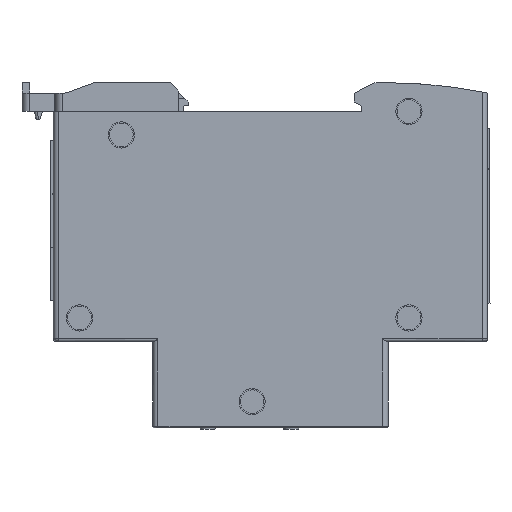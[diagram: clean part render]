
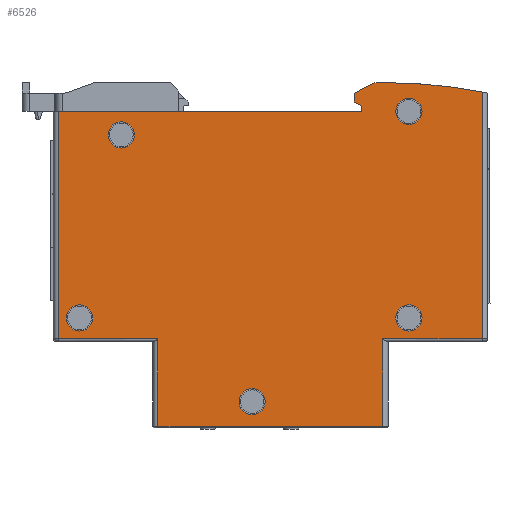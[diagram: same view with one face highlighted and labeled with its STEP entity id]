
A CAD part, front view. The second image highlights one B-rep face of the part: STEP entity #6526.
In plain terms, the highlighted planar face has unit normal (0, -1, 0).
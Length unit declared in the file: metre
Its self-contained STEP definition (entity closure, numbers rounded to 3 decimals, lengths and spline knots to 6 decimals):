
#117=DIRECTION('',(0.,0.,-1.));
#118=VECTOR('',#117,0.0167);
#119=CARTESIAN_POINT('',(0.0215,0.,-0.049));
#120=LINE('',#119,#118);
#125=CARTESIAN_POINT('',(-0.0365,0.,-0.045));
#126=DIRECTION('',(0.,1.,0.));
#127=DIRECTION('',(0.,0.,1.));
#128=AXIS2_PLACEMENT_3D('',#125,#126,#127);
#130=CARTESIAN_POINT('',(-0.0365,0.,-0.045));
#131=DIRECTION('',(0.,1.,0.));
#132=DIRECTION('',(0.,0.,-1.));
#133=AXIS2_PLACEMENT_3D('',#130,#131,#132);
#135=CARTESIAN_POINT('',(0.0265,0.,-0.045));
#136=DIRECTION('',(0.,1.,0.));
#137=DIRECTION('',(-1.,0.,0.));
#138=AXIS2_PLACEMENT_3D('',#135,#136,#137);
#140=CARTESIAN_POINT('',(0.0265,0.,-0.045));
#141=DIRECTION('',(0.,1.,0.));
#142=DIRECTION('',(1.,0.,0.));
#143=AXIS2_PLACEMENT_3D('',#140,#141,#142);
#145=CARTESIAN_POINT('',(-0.0035,0.,-0.061));
#146=DIRECTION('',(0.,1.,0.));
#147=DIRECTION('',(0.,0.,1.));
#148=AXIS2_PLACEMENT_3D('',#145,#146,#147);
#150=CARTESIAN_POINT('',(-0.0035,0.,-0.061));
#151=DIRECTION('',(0.,1.,0.));
#152=DIRECTION('',(0.,0.,-1.));
#153=AXIS2_PLACEMENT_3D('',#150,#151,#152);
#155=CARTESIAN_POINT('',(-0.0285,0.,-0.01));
#156=DIRECTION('',(0.,1.,0.));
#157=DIRECTION('',(0.,0.,1.));
#158=AXIS2_PLACEMENT_3D('',#155,#156,#157);
#160=CARTESIAN_POINT('',(-0.0285,0.,-0.01));
#161=DIRECTION('',(0.,1.,0.));
#162=DIRECTION('',(0.,0.,-1.));
#163=AXIS2_PLACEMENT_3D('',#160,#161,#162);
#165=CARTESIAN_POINT('',(0.0265,0.,-0.0055));
#166=DIRECTION('',(0.,1.,0.));
#167=DIRECTION('',(-1.,0.,0.));
#168=AXIS2_PLACEMENT_3D('',#165,#166,#167);
#170=CARTESIAN_POINT('',(0.0265,0.,-0.0055));
#171=DIRECTION('',(0.,1.,0.));
#172=DIRECTION('',(1.,0.,0.));
#173=AXIS2_PLACEMENT_3D('',#170,#171,#172);
#175=DIRECTION('',(0.882,0.,-0.471));
#176=VECTOR('',#175,0.0017);
#177=CARTESIAN_POINT('',(0.016,0.,-0.0037));
#178=LINE('',#177,#176);
#179=DIRECTION('',(-0.894,0.,-0.447));
#180=VECTOR('',#179,0.004472);
#181=CARTESIAN_POINT('',(0.02,0.,0.));
#182=LINE('',#181,#180);
#183=CARTESIAN_POINT('',(0.022,0.,-0.096));
#184=DIRECTION('',(0.,-1.,0.));
#185=DIRECTION('',(0.193,0.,0.981));
#186=AXIS2_PLACEMENT_3D('',#183,#184,#185);
#512=DIRECTION('',(1.,0.,0.));
#513=VECTOR('',#512,0.058);
#514=CARTESIAN_POINT('',(-0.0405,0.,-0.0055));
#515=LINE('',#514,#513);
#588=DIRECTION('',(0.,0.,1.));
#589=VECTOR('',#588,0.0435);
#590=CARTESIAN_POINT('',(-0.0405,0.,-0.049));
#591=LINE('',#590,#589);
#611=DIRECTION('',(-1.,0.,0.));
#612=VECTOR('',#611,0.019);
#613=CARTESIAN_POINT('',(-0.0215,0.,-0.049));
#614=LINE('',#613,#612);
#636=DIRECTION('',(0.,0.,1.));
#637=VECTOR('',#636,0.0167);
#638=CARTESIAN_POINT('',(-0.0215,0.,-0.0657));
#639=LINE('',#638,#637);
#4514=DIRECTION('',(0.,0.,-1.));
#4515=VECTOR('',#4514,0.047201);
#4516=CARTESIAN_POINT('',(0.0405,0.,-0.001799));
#4517=LINE('',#4516,#4515);
#4554=DIRECTION('',(-1.,0.,0.));
#4555=VECTOR('',#4554,0.019);
#4556=CARTESIAN_POINT('',(0.0405,0.,-0.049));
#4557=LINE('',#4556,#4555);
#4583=DIRECTION('',(1.,0.,0.));
#4584=VECTOR('',#4583,0.002);
#4585=CARTESIAN_POINT('',(0.02,0.,0.));
#4586=LINE('',#4585,#4584);
#4599=DIRECTION('',(0.,0.,1.));
#4600=VECTOR('',#4599,0.0017);
#4601=CARTESIAN_POINT('',(0.016,0.,-0.0037));
#4602=LINE('',#4601,#4600);
#4615=DIRECTION('',(0.,0.,1.));
#4616=VECTOR('',#4615,0.001);
#4617=CARTESIAN_POINT('',(0.0175,0.,-0.0055));
#4618=LINE('',#4617,#4616);
#4780=DIRECTION('',(-1.,0.,0.));
#4781=VECTOR('',#4780,0.043);
#4782=CARTESIAN_POINT('',(0.0215,0.,-0.0657));
#4783=LINE('',#4782,#4781);
#5428=CARTESIAN_POINT('',(-0.0365,0.,-0.0475));
#5429=VERTEX_POINT('',#5428);
#5430=CARTESIAN_POINT('',(-0.0365,0.,-0.0425));
#5431=VERTEX_POINT('',#5430);
#5432=CARTESIAN_POINT('',(-0.0405,0.,-0.049));
#5433=CARTESIAN_POINT('',(-0.0405,0.,-0.0055));
#5434=VERTEX_POINT('',#5432);
#5435=VERTEX_POINT('',#5433);
#5436=CARTESIAN_POINT('',(0.0175,0.,-0.0055));
#5437=VERTEX_POINT('',#5436);
#5438=CARTESIAN_POINT('',(0.0175,0.,-0.0045));
#5439=VERTEX_POINT('',#5438);
#5440=CARTESIAN_POINT('',(0.016,0.,-0.0037));
#5441=VERTEX_POINT('',#5440);
#5442=CARTESIAN_POINT('',(0.016,0.,-0.002));
#5443=VERTEX_POINT('',#5442);
#5444=CARTESIAN_POINT('',(0.02,0.,0.));
#5445=VERTEX_POINT('',#5444);
#5446=CARTESIAN_POINT('',(0.022,0.,0.));
#5447=VERTEX_POINT('',#5446);
#5448=CARTESIAN_POINT('',(0.0405,0.,-0.001799));
#5449=VERTEX_POINT('',#5448);
#5450=CARTESIAN_POINT('',(0.0405,0.,-0.049));
#5451=VERTEX_POINT('',#5450);
#5452=CARTESIAN_POINT('',(0.0215,0.,-0.049));
#5453=VERTEX_POINT('',#5452);
#5454=CARTESIAN_POINT('',(0.0215,0.,-0.0657));
#5455=VERTEX_POINT('',#5454);
#5456=CARTESIAN_POINT('',(-0.0215,0.,-0.0657));
#5457=VERTEX_POINT('',#5456);
#5458=CARTESIAN_POINT('',(-0.0215,0.,-0.049));
#5459=VERTEX_POINT('',#5458);
#5460=CARTESIAN_POINT('',(0.029,0.,-0.0055));
#5461=CARTESIAN_POINT('',(0.024,0.,-0.0055));
#5462=VERTEX_POINT('',#5460);
#5463=VERTEX_POINT('',#5461);
#5464=CARTESIAN_POINT('',(-0.0285,0.,-0.0125));
#5465=CARTESIAN_POINT('',(-0.0285,0.,-0.0075));
#5466=VERTEX_POINT('',#5464);
#5467=VERTEX_POINT('',#5465);
#5468=CARTESIAN_POINT('',(-0.0035,0.,-0.0635));
#5469=CARTESIAN_POINT('',(-0.0035,0.,-0.0585));
#5470=VERTEX_POINT('',#5468);
#5471=VERTEX_POINT('',#5469);
#5472=CARTESIAN_POINT('',(0.029,0.,-0.045));
#5473=CARTESIAN_POINT('',(0.024,0.,-0.045));
#5474=VERTEX_POINT('',#5472);
#5475=VERTEX_POINT('',#5473);
#6462=CARTESIAN_POINT('',(0.022,0.,-0.096));
#6463=DIRECTION('',(0.,1.,0.));
#6464=DIRECTION('',(0.,0.,1.));
#6465=AXIS2_PLACEMENT_3D('',#6462,#6463,#6464);
#6466=PLANE('',#6465);
#6468=ORIENTED_EDGE('',*,*,#6467,.T.);
#6470=ORIENTED_EDGE('',*,*,#6469,.T.);
#6472=ORIENTED_EDGE('',*,*,#6471,.T.);
#6474=ORIENTED_EDGE('',*,*,#6473,.T.);
#6476=ORIENTED_EDGE('',*,*,#6475,.F.);
#6478=ORIENTED_EDGE('',*,*,#6477,.T.);
#6480=ORIENTED_EDGE('',*,*,#6479,.F.);
#6482=ORIENTED_EDGE('',*,*,#6481,.T.);
#6484=ORIENTED_EDGE('',*,*,#6483,.F.);
#6486=ORIENTED_EDGE('',*,*,#6485,.T.);
#6488=ORIENTED_EDGE('',*,*,#6487,.T.);
#6489=ORIENTED_EDGE('',*,*,#6444,.T.);
#6491=ORIENTED_EDGE('',*,*,#6490,.T.);
#6493=ORIENTED_EDGE('',*,*,#6492,.T.);
#6494=EDGE_LOOP('',(#6468,#6470,#6472,#6474,#6476,#6478,#6480,#6482,#6484,#6486,
#6488,#6489,#6491,#6493));
#6495=FACE_OUTER_BOUND('',#6494,.F.);
#6497=ORIENTED_EDGE('',*,*,#6496,.F.);
#6499=ORIENTED_EDGE('',*,*,#6498,.F.);
#6500=EDGE_LOOP('',(#6497,#6499));
#6501=FACE_BOUND('',#6500,.F.);
#6503=ORIENTED_EDGE('',*,*,#6502,.F.);
#6505=ORIENTED_EDGE('',*,*,#6504,.F.);
#6506=EDGE_LOOP('',(#6503,#6505));
#6507=FACE_BOUND('',#6506,.F.);
#6509=ORIENTED_EDGE('',*,*,#6508,.F.);
#6511=ORIENTED_EDGE('',*,*,#6510,.F.);
#6512=EDGE_LOOP('',(#6509,#6511));
#6513=FACE_BOUND('',#6512,.F.);
#6515=ORIENTED_EDGE('',*,*,#6514,.F.);
#6517=ORIENTED_EDGE('',*,*,#6516,.F.);
#6518=EDGE_LOOP('',(#6515,#6517));
#6519=FACE_BOUND('',#6518,.F.);
#6521=ORIENTED_EDGE('',*,*,#6520,.F.);
#6523=ORIENTED_EDGE('',*,*,#6522,.F.);
#6524=EDGE_LOOP('',(#6521,#6523));
#6525=FACE_BOUND('',#6524,.F.);
#6526=ADVANCED_FACE('',(#6495,#6501,#6507,#6513,#6519,#6525),#6466,.F.);
#129=CIRCLE('',#128,0.0025);
#134=CIRCLE('',#133,0.0025);
#139=CIRCLE('',#138,0.0025);
#144=CIRCLE('',#143,0.0025);
#149=CIRCLE('',#148,0.0025);
#154=CIRCLE('',#153,0.0025);
#159=CIRCLE('',#158,0.0025);
#164=CIRCLE('',#163,0.0025);
#169=CIRCLE('',#168,0.0025);
#174=CIRCLE('',#173,0.0025);
#187=CIRCLE('',#186,0.096);
#6444=EDGE_CURVE('',#5453,#5455,#120,.T.);
#6467=EDGE_CURVE('',#5459,#5434,#614,.T.);
#6469=EDGE_CURVE('',#5434,#5435,#591,.T.);
#6471=EDGE_CURVE('',#5435,#5437,#515,.T.);
#6473=EDGE_CURVE('',#5437,#5439,#4618,.T.);
#6475=EDGE_CURVE('',#5441,#5439,#178,.T.);
#6477=EDGE_CURVE('',#5441,#5443,#4602,.T.);
#6479=EDGE_CURVE('',#5445,#5443,#182,.T.);
#6481=EDGE_CURVE('',#5445,#5447,#4586,.T.);
#6483=EDGE_CURVE('',#5449,#5447,#187,.T.);
#6485=EDGE_CURVE('',#5449,#5451,#4517,.T.);
#6487=EDGE_CURVE('',#5451,#5453,#4557,.T.);
#6490=EDGE_CURVE('',#5455,#5457,#4783,.T.);
#6492=EDGE_CURVE('',#5457,#5459,#639,.T.);
#6496=EDGE_CURVE('',#5475,#5474,#139,.T.);
#6498=EDGE_CURVE('',#5474,#5475,#144,.T.);
#6502=EDGE_CURVE('',#5471,#5470,#149,.T.);
#6504=EDGE_CURVE('',#5470,#5471,#154,.T.);
#6508=EDGE_CURVE('',#5467,#5466,#159,.T.);
#6510=EDGE_CURVE('',#5466,#5467,#164,.T.);
#6514=EDGE_CURVE('',#5463,#5462,#169,.T.);
#6516=EDGE_CURVE('',#5462,#5463,#174,.T.);
#6520=EDGE_CURVE('',#5431,#5429,#129,.T.);
#6522=EDGE_CURVE('',#5429,#5431,#134,.T.);
